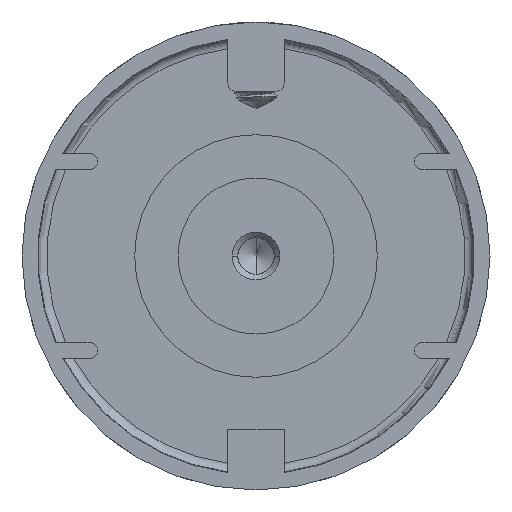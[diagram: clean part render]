
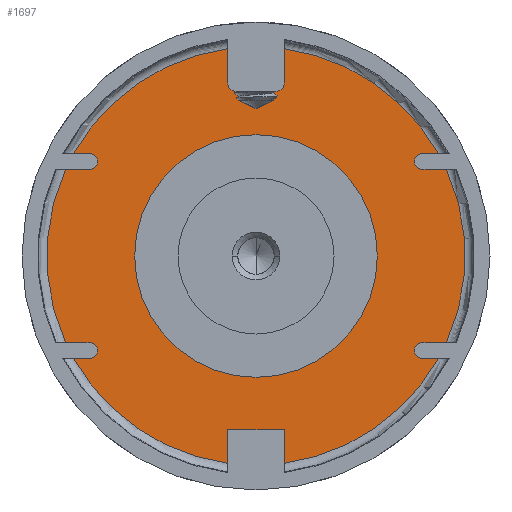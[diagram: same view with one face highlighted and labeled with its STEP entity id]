
A CAD part, front view. The second image highlights one B-rep face of the part: STEP entity #1697.
In plain terms, the highlighted planar face has unit normal (0, -1, 0).
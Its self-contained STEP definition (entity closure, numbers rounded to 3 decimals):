
#297=DIRECTION('',(0.,0.,-1.));
#298=VECTOR('',#297,0.869);
#299=CARTESIAN_POINT('',(-3.25,0.,-23.049));
#300=LINE('',#299,#298);
#312=DIRECTION('',(-1.,0.,0.));
#313=VECTOR('',#312,1.912);
#314=CARTESIAN_POINT('',(-19.15,0.,-11.79));
#315=LINE('',#314,#313);
#324=CARTESIAN_POINT('',(0.,0.,0.));
#325=DIRECTION('',(0.,-1.,0.));
#326=DIRECTION('',(0.,0.,-1.));
#327=AXIS2_PLACEMENT_3D('',#324,#325,#326);
#329=CARTESIAN_POINT('',(0.,0.,0.));
#330=DIRECTION('',(0.,-1.,0.));
#331=DIRECTION('',(0.,0.,1.));
#332=AXIS2_PLACEMENT_3D('',#329,#330,#331);
#334=DIRECTION('',(-1.,0.,0.));
#335=VECTOR('',#334,6.5);
#336=CARTESIAN_POINT('',(3.25,0.,-23.049));
#337=LINE('',#336,#335);
#338=CARTESIAN_POINT('',(0.,0.,
0.));
#339=DIRECTION('',(0.,1.,0.));
#340=DIRECTION('',(-0.135,0.,-0.991));
#341=AXIS2_PLACEMENT_3D('',#338,#339,#340);
#343=CARTESIAN_POINT('',(-19.15,0.,-10.9));
#344=DIRECTION('',(0.,-1.,0.));
#345=DIRECTION('',(0.,0.,-1.));
#346=AXIS2_PLACEMENT_3D('',#343,#344,#345);
#348=CARTESIAN_POINT('',(0.,0.,0.));
#349=DIRECTION('',(0.,1.,0.));
#350=DIRECTION('',(-0.91,0.,-0.415));
#351=AXIS2_PLACEMENT_3D('',#348,#349,#350);
#353=CARTESIAN_POINT('',(-19.15,0.,10.9));
#354=DIRECTION('',(0.,-1.,0.));
#355=DIRECTION('',(0.,0.,-1.));
#356=AXIS2_PLACEMENT_3D('',#353,#354,#355);
#358=CARTESIAN_POINT('',(0.,0.,
0.));
#359=DIRECTION('',(0.,1.,0.));
#360=DIRECTION('',(-0.873,0.,0.488));
#361=AXIS2_PLACEMENT_3D('',#358,#359,#360);
#363=CARTESIAN_POINT('',(-2.25,0.,20.));
#364=DIRECTION('',(0.,-1.,0.));
#365=DIRECTION('',(-1.,0.,0.));
#366=AXIS2_PLACEMENT_3D('',#363,#364,#365);
#368=CARTESIAN_POINT('',(2.25,0.,20.));
#369=DIRECTION('',(0.,-1.,0.));
#370=DIRECTION('',(0.,0.,-1.));
#371=AXIS2_PLACEMENT_3D('',#368,#369,#370);
#373=CARTESIAN_POINT('',(0.,0.,
0.));
#374=DIRECTION('',(0.,1.,0.));
#375=DIRECTION('',(0.135,0.,0.991));
#376=AXIS2_PLACEMENT_3D('',#373,#374,#375);
#378=CARTESIAN_POINT('',(19.15,0.,10.9));
#379=DIRECTION('',(0.,-1.,0.));
#380=DIRECTION('',(0.,0.,1.));
#381=AXIS2_PLACEMENT_3D('',#378,#379,#380);
#383=CARTESIAN_POINT('',(0.,0.,0.));
#384=DIRECTION('',(0.,1.,0.));
#385=DIRECTION('',(0.91,0.,0.415));
#386=AXIS2_PLACEMENT_3D('',#383,#384,#385);
#388=CARTESIAN_POINT('',(19.15,0.,-10.9));
#389=DIRECTION('',(0.,-1.,0.));
#390=DIRECTION('',(0.,0.,1.));
#391=AXIS2_PLACEMENT_3D('',#388,#389,#390);
#393=CARTESIAN_POINT('',(0.,0.,
0.));
#394=DIRECTION('',(0.,1.,0.));
#395=DIRECTION('',(0.873,0.,-0.488));
#396=AXIS2_PLACEMENT_3D('',#393,#394,#395);
#466=DIRECTION('',(0.,0.,1.));
#467=VECTOR('',#466,0.869);
#468=CARTESIAN_POINT('',(3.25,0.,
-23.917));
#469=LINE('',#468,#467);
#505=DIRECTION('',(1.,0.,0.));
#506=VECTOR('',#505,1.912);
#507=CARTESIAN_POINT('',(19.15,0.,-11.79));
#508=LINE('',#507,#506);
#525=DIRECTION('',(-1.,0.,0.));
#526=VECTOR('',#525,2.814);
#527=CARTESIAN_POINT('',(21.964,0.,
-10.01));
#528=LINE('',#527,#526);
#573=DIRECTION('',(-1.,0.,0.));
#574=VECTOR('',#573,2.814);
#575=CARTESIAN_POINT('',(21.964,0.,
10.01));
#576=LINE('',#575,#574);
#589=DIRECTION('',(1.,0.,0.));
#590=VECTOR('',#589,1.912);
#591=CARTESIAN_POINT('',(19.15,0.,11.79));
#592=LINE('',#591,#590);
#628=DIRECTION('',(0.,0.,1.));
#629=VECTOR('',#628,3.917);
#630=CARTESIAN_POINT('',(3.25,0.,20.));
#631=LINE('',#630,#629);
#647=DIRECTION('',(1.,0.,0.));
#648=VECTOR('',#647,4.5);
#649=CARTESIAN_POINT('',(-2.25,0.,19.));
#650=LINE('',#649,#648);
#669=DIRECTION('',(0.,0.,-1.));
#670=VECTOR('',#669,3.917);
#671=CARTESIAN_POINT('',(-3.25,0.,
23.917));
#672=LINE('',#671,#670);
#708=DIRECTION('',(-1.,0.,0.));
#709=VECTOR('',#708,1.912);
#710=CARTESIAN_POINT('',(-19.15,0.,11.79));
#711=LINE('',#710,#709);
#728=DIRECTION('',(1.,0.,0.));
#729=VECTOR('',#728,2.814);
#730=CARTESIAN_POINT('',(-21.964,0.,
10.01));
#731=LINE('',#730,#729);
#776=DIRECTION('',(1.,0.,0.));
#777=VECTOR('',#776,2.814);
#778=CARTESIAN_POINT('',(-21.964,0.,
-10.01));
#779=LINE('',#778,#777);
#1001=CARTESIAN_POINT('',(0.,0.,14.));
#1002=VERTEX_POINT('',#1001);
#1003=CARTESIAN_POINT('',(0.,0.,-14.));
#1004=VERTEX_POINT('',#1003);
#1087=CARTESIAN_POINT('',(-19.15,0.,-11.79));
#1088=CARTESIAN_POINT('',(-19.15,0.,-10.01));
#1089=VERTEX_POINT('',#1087);
#1090=VERTEX_POINT('',#1088);
#1091=CARTESIAN_POINT('',(-21.062,0.,
-11.79));
#1092=VERTEX_POINT('',#1091);
#1093=CARTESIAN_POINT('',(-3.25,0.,
-23.917));
#1094=VERTEX_POINT('',#1093);
#1095=CARTESIAN_POINT('',(21.062,0.,
-11.79));
#1096=CARTESIAN_POINT('',(3.25,0.,
-23.917));
#1097=VERTEX_POINT('',#1095);
#1098=VERTEX_POINT('',#1096);
#1099=CARTESIAN_POINT('',(19.15,0.,-11.79));
#1100=VERTEX_POINT('',#1099);
#1101=CARTESIAN_POINT('',(19.15,0.,-10.01));
#1102=VERTEX_POINT('',#1101);
#1103=CARTESIAN_POINT('',(21.964,0.,
-10.01));
#1104=VERTEX_POINT('',#1103);
#1105=CARTESIAN_POINT('',(21.964,0.,
10.01));
#1106=VERTEX_POINT('',#1105);
#1107=CARTESIAN_POINT('',(19.15,0.,10.01));
#1108=VERTEX_POINT('',#1107);
#1109=CARTESIAN_POINT('',(19.15,0.,11.79));
#1110=VERTEX_POINT('',#1109);
#1111=CARTESIAN_POINT('',(21.062,0.,11.79));
#1112=VERTEX_POINT('',#1111);
#1113=CARTESIAN_POINT('',(3.25,0.,
23.917));
#1114=VERTEX_POINT('',#1113);
#1115=CARTESIAN_POINT('',(3.25,0.,20.));
#1116=VERTEX_POINT('',#1115);
#1117=CARTESIAN_POINT('',(2.25,0.,19.));
#1118=VERTEX_POINT('',#1117);
#1119=CARTESIAN_POINT('',(-2.25,0.,19.));
#1120=VERTEX_POINT('',#1119);
#1121=CARTESIAN_POINT('',(-3.25,0.,20.));
#1122=VERTEX_POINT('',#1121);
#1123=CARTESIAN_POINT('',(-3.25,0.,
23.917));
#1124=VERTEX_POINT('',#1123);
#1125=CARTESIAN_POINT('',(-21.062,0.,
11.79));
#1126=VERTEX_POINT('',#1125);
#1127=CARTESIAN_POINT('',(-19.15,0.,11.79));
#1128=VERTEX_POINT('',#1127);
#1129=CARTESIAN_POINT('',(-19.15,0.,10.01));
#1130=VERTEX_POINT('',#1129);
#1131=CARTESIAN_POINT('',(-21.964,0.,
10.01));
#1132=VERTEX_POINT('',#1131);
#1133=CARTESIAN_POINT('',(-21.964,0.,
-10.01));
#1134=VERTEX_POINT('',#1133);
#1231=CARTESIAN_POINT('',(3.25,0.,-23.049));
#1232=VERTEX_POINT('',#1231);
#1233=CARTESIAN_POINT('',(-3.25,0.,-23.049));
#1234=VERTEX_POINT('',#1233);
#1636=CARTESIAN_POINT('',(0.,0.,0.));
#1637=DIRECTION('',(0.,1.,0.));
#1638=DIRECTION('',(0.,0.,1.));
#1639=AXIS2_PLACEMENT_3D('',#1636,#1637,#1638);
#1640=PLANE('',#1639);
#1642=ORIENTED_EDGE('',*,*,#1641,.T.);
#1643=ORIENTED_EDGE('',*,*,#1569,.T.);
#1644=ORIENTED_EDGE('',*,*,#1587,.T.);
#1646=ORIENTED_EDGE('',*,*,#1645,.T.);
#1647=ORIENTED_EDGE('',*,*,#1614,.F.);
#1648=ORIENTED_EDGE('',*,*,#1627,.T.);
#1650=ORIENTED_EDGE('',*,*,#1649,.F.);
#1652=ORIENTED_EDGE('',*,*,#1651,.T.);
#1654=ORIENTED_EDGE('',*,*,#1653,.T.);
#1656=ORIENTED_EDGE('',*,*,#1655,.T.);
#1658=ORIENTED_EDGE('',*,*,#1657,.T.);
#1660=ORIENTED_EDGE('',*,*,#1659,.T.);
#1662=ORIENTED_EDGE('',*,*,#1661,.T.);
#1664=ORIENTED_EDGE('',*,*,#1663,.T.);
#1666=ORIENTED_EDGE('',*,*,#1665,.T.);
#1668=ORIENTED_EDGE('',*,*,#1667,.T.);
#1670=ORIENTED_EDGE('',*,*,#1669,.T.);
#1672=ORIENTED_EDGE('',*,*,#1671,.T.);
#1674=ORIENTED_EDGE('',*,*,#1673,.F.);
#1676=ORIENTED_EDGE('',*,*,#1675,.T.);
#1678=ORIENTED_EDGE('',*,*,#1677,.F.);
#1680=ORIENTED_EDGE('',*,*,#1679,.T.);
#1682=ORIENTED_EDGE('',*,*,#1681,.T.);
#1684=ORIENTED_EDGE('',*,*,#1683,.T.);
#1686=ORIENTED_EDGE('',*,*,#1685,.T.);
#1688=ORIENTED_EDGE('',*,*,#1687,.T.);
#1689=EDGE_LOOP('',(#1642,#1643,#1644,#1646,#1647,#1648,#1650,#1652,#1654,#1656,
#1658,#1660,#1662,#1664,#1666,#1668,#1670,#1672,#1674,#1676,#1678,#1680,#1682,
#1684,#1686,#1688));
#1690=FACE_OUTER_BOUND('',#1689,.F.);
#1692=ORIENTED_EDGE('',*,*,#1691,.T.);
#1694=ORIENTED_EDGE('',*,*,#1693,.T.);
#1695=EDGE_LOOP('',(#1692,#1694));
#1696=FACE_BOUND('',#1695,.F.);
#328=CIRCLE('',#327,14.);
#333=CIRCLE('',#332,14.);
#342=CIRCLE('',#341,24.137);
#347=CIRCLE('',#346,0.89);
#352=CIRCLE('',#351,24.137);
#357=CIRCLE('',#356,0.89);
#362=CIRCLE('',#361,24.137);
#367=CIRCLE('',#366,1.);
#372=CIRCLE('',#371,1.);
#377=CIRCLE('',#376,24.137);
#382=CIRCLE('',#381,0.89);
#387=CIRCLE('',#386,24.137);
#392=CIRCLE('',#391,0.89);
#397=CIRCLE('',#396,24.137);
#1569=EDGE_CURVE('',#1232,#1234,#337,.T.);
#1587=EDGE_CURVE('',#1234,#1094,#300,.T.);
#1614=EDGE_CURVE('',#1089,#1092,#315,.T.);
#1627=EDGE_CURVE('',#1089,#1090,#347,.T.);
#1641=EDGE_CURVE('',#1098,#1232,#469,.T.);
#1645=EDGE_CURVE('',#1094,#1092,#342,.T.);
#1649=EDGE_CURVE('',#1134,#1090,#779,.T.);
#1651=EDGE_CURVE('',#1134,#1132,#352,.T.);
#1653=EDGE_CURVE('',#1132,#1130,#731,.T.);
#1655=EDGE_CURVE('',#1130,#1128,#357,.T.);
#1657=EDGE_CURVE('',#1128,#1126,#711,.T.);
#1659=EDGE_CURVE('',#1126,#1124,#362,.T.);
#1661=EDGE_CURVE('',#1124,#1122,#672,.T.);
#1663=EDGE_CURVE('',#1122,#1120,#367,.T.);
#1665=EDGE_CURVE('',#1120,#1118,#650,.T.);
#1667=EDGE_CURVE('',#1118,#1116,#372,.T.);
#1669=EDGE_CURVE('',#1116,#1114,#631,.T.);
#1671=EDGE_CURVE('',#1114,#1112,#377,.T.);
#1673=EDGE_CURVE('',#1110,#1112,#592,.T.);
#1675=EDGE_CURVE('',#1110,#1108,#382,.T.);
#1677=EDGE_CURVE('',#1106,#1108,#576,.T.);
#1679=EDGE_CURVE('',#1106,#1104,#387,.T.);
#1681=EDGE_CURVE('',#1104,#1102,#528,.T.);
#1683=EDGE_CURVE('',#1102,#1100,#392,.T.);
#1685=EDGE_CURVE('',#1100,#1097,#508,.T.);
#1687=EDGE_CURVE('',#1097,#1098,#397,.T.);
#1691=EDGE_CURVE('',#1004,#1002,#328,.T.);
#1693=EDGE_CURVE('',#1002,#1004,#333,.T.);
#1697=ADVANCED_FACE('',(#1690,#1696),#1640,.F.);
